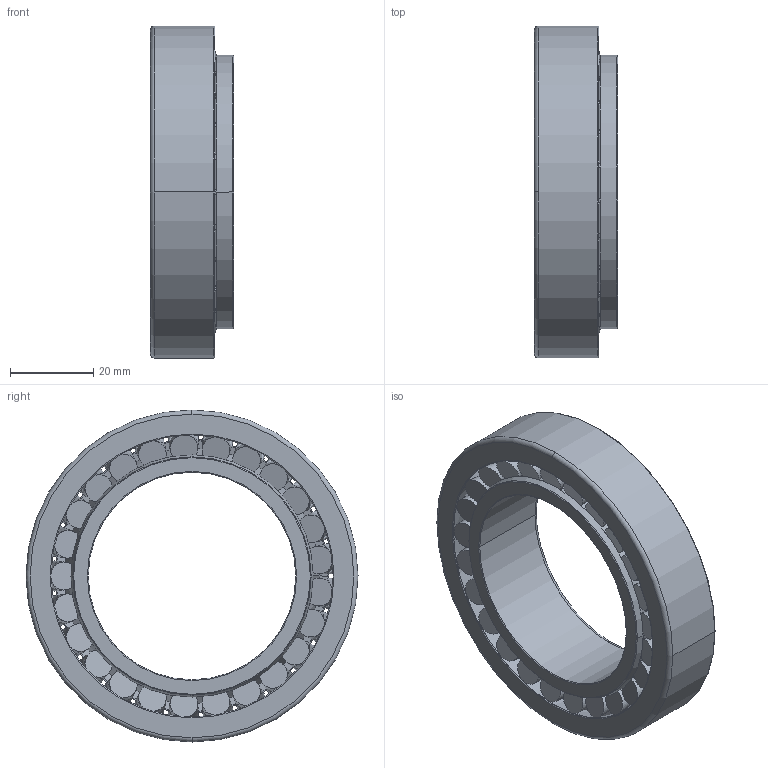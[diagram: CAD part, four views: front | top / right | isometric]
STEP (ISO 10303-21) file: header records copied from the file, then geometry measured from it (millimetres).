
FILE_DESCRIPTION(('STEP AP214'),'1');
FILE_NAME('skf_bearing_32010_x_2.stp','2024-08-19T14:08:53',('TraceParts'),('TraceParts S.A.'),'Spatial InterOp 3D',' ',' ');
FILE_SCHEMA(('AUTOMOTIVE_DESIGN { 1 0 10303 214 1 1 1 1 }'));
Length unit declared in the file: millimetre
Products named in the file (1): skf_bearing_32010_x_2_1
Bounding box: 20 x 80 x 80 mm (x, y, z)
Volume: 45567 mm3; surface area: 29049.9 mm2
Topology: 3 solids, 3 shells, 186 faces, 387 edges, 255 vertices
Faces by surface type: cone 64, torus 62, plane 54, cylinder 6
Entity records: 6771 total; most frequent: CARTESIAN_POINT 2731, DIRECTION 882, ORIENTED_EDGE 774, AXIS2_PLACEMENT_3D 406, EDGE_CURVE 387, VERTEX_POINT 255, EDGE_LOOP 240, CIRCLE 217
